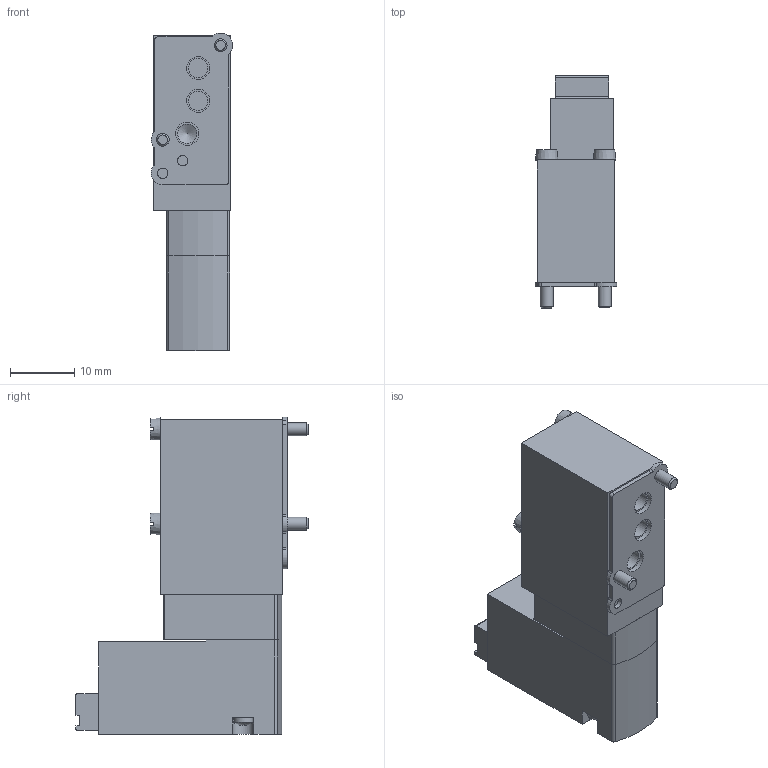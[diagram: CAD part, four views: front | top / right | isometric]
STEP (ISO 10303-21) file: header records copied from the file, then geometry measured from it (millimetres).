
FILE_DESCRIPTION(/* description */ ('STEP AP214'),/* implementation_level */ '2;1');
FILE_NAME(/* name */ '560712_VOVG-B12-M32U-AH-F-1H3',/* time_stamp */ '2024-09-17T01:39:28+02:00',/* author */ ('License CC BY-ND 4.0'),/* organization */ ('CADENAS'),/* preprocessor_version */ 'ST-DEVELOPER v19.3',/* originating_system */ 'PARTsolutions',/* authorisation */ ' ');
FILE_SCHEMA (('AUTOMOTIVE_DESIGN {1 0 10303 214 3 1 1}'));
Length unit declared in the file: millimetre
Products named in the file (7): 560712 VOVG-B12-M32U-AH-F-1H3; 549438 VOVG-B12-M32U---(G); 652115 M16X8; 678917 M2X23; 750914 VOVG-B; 197002 MHA1-M1H-3/2G-0,6-HC_p; 703106 M1.6X22
Assembly tree (8 placements, depth 2):
  560712 VOVG-B12-M32U-AH-F-1H3
    549438 VOVG-B12-M32U---(G)
    652115 M16X8
    678917 M2X23  x2
    750914 VOVG-B
    197002 MHA1-M1H-3/2G-0,6-HC_p
    703106 M1.6X22  x2
Bounding box: 12.69 x 36.15 x 49.43 mm (x, y, z)
Volume: 11369.8 mm3; surface area: 6492.4 mm2
Topology: 8 solids, 8 shells, 241 faces, 574 edges, 365 vertices
Faces by surface type: plane 150, cylinder 58, cone 24, torus 6, sphere 3
Full cylindrical faces by diameter (mm): 0.8 x1, 1.221 x3, 1.3 x1, 1.6 x5, 1.69 x2, 1.8 x5, 2 x2, 2.1 x2, 2.9 x1, 3 x5, 3.1 x1, 3.6 x3
Entity records: 6175 total; most frequent: CARTESIAN_POINT 989, DIRECTION 971, ORIENTED_EDGE 844, EDGE_CURVE 422, AXIS2_PLACEMENT_3D 357, VERTEX_POINT 303, FACE_BOUND 293, EDGE_LOOP 289
